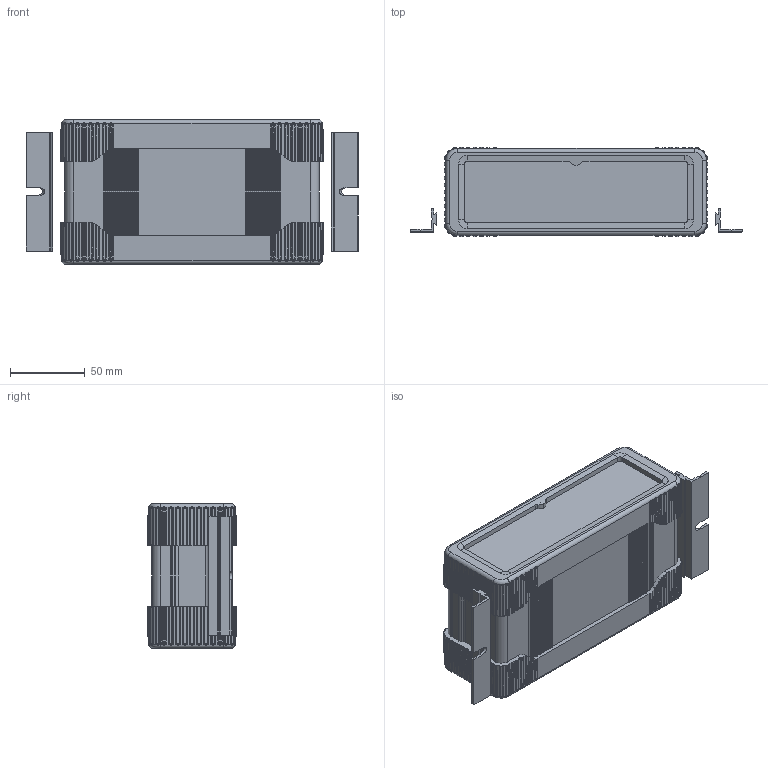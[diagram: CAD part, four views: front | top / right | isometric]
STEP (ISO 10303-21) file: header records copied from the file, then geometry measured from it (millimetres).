
FILE_DESCRIPTION (( 'STEP AP214' ), '1' );
FILE_NAME ('B4-080 Assembly.STEP', '2019-05-14T17:46:25', ( '' ), ( '' ), 'SwSTEP 2.0', 'SolidWorks 2014', '' );
FILE_SCHEMA (( 'AUTOMOTIVE_DESIGN' ));
Length unit declared in the file: millimetre
Products named in the file (9): EC4_END_CAP_OPTIONAL_ACCESSORY; MF-80; Screw assembly; Torx Screw M3X0.5; SEALING WASHER; End Plate; SK1 Seal; B4-080 Main Body; B4-080 Assembly
Assembly tree (21 placements, depth 3):
  B4-080 Assembly
    B4-080 Main Body
    SK1 Seal  x2
    End Plate  x2
    Screw assembly  x10
      SEALING WASHER
      Torx Screw M3X0.5
    MF-80  x2
    EC4_END_CAP_OPTIONAL_ACCESSORY  x2
Bounding box: 221.8 x 59.5 x 96.5 mm (x, y, z)
Volume: 228198 mm3; surface area: 202984.2 mm2
Topology: 29 solids, 29 shells, 2730 faces, 7086 edges, 4454 vertices
Faces by surface type: cylinder 897, bspline 812, plane 663, cone 330, torus 28
Entity records: 73745 total; most frequent: CARTESIAN_POINT 31430, ORIENTED_EDGE 7770, DIRECTION 5450, EDGE_CURVE 3885, VERTEX_POINT 2462, AXIS2_PLACEMENT_3D 1907, VECTOR 1636, LINE 1636
